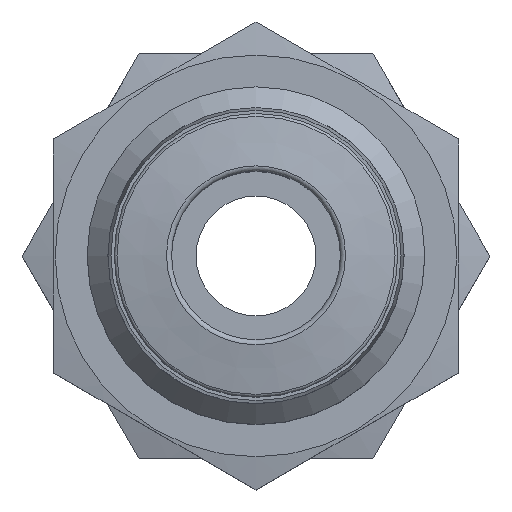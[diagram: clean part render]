
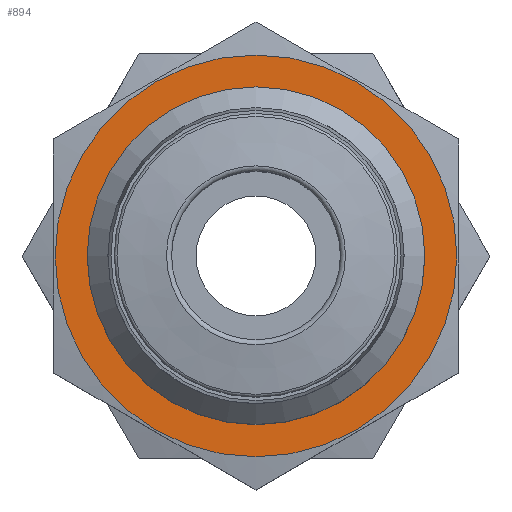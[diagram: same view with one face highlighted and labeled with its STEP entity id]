
A CAD part, top view. The second image highlights one B-rep face of the part: STEP entity #894.
In plain terms, the highlighted face is planar.
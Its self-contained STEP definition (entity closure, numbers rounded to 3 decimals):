
#152=CIRCLE('',#1042,11.9);
#153=CIRCLE('',#1043,10.);
#306=ORIENTED_EDGE('',*,*,#428,.F.);
#307=ORIENTED_EDGE('',*,*,#429,.T.);
#428=EDGE_CURVE('',#514,#514,#152,.T.);
#429=EDGE_CURVE('',#515,#515,#153,.T.);
#514=VERTEX_POINT('',#1570);
#515=VERTEX_POINT('',#1572);
#670=EDGE_LOOP('',(#306));
#671=EDGE_LOOP('',(#307));
#792=FACE_BOUND('',#670,.T.);
#793=FACE_BOUND('',#671,.T.);
#829=PLANE('',#1041);
#894=ADVANCED_FACE('',(#792,#793),#829,.F.);
#1041=AXIS2_PLACEMENT_3D('',#1568,#1291,#1292);
#1042=AXIS2_PLACEMENT_3D('',#1569,#1293,#1294);
#1043=AXIS2_PLACEMENT_3D('',#1571,#1295,#1296);
#1291=DIRECTION('',(1.,0.,0.));
#1292=DIRECTION('',(0.,0.,-1.));
#1293=DIRECTION('',(1.,0.,0.));
#1294=DIRECTION('',(0.,0.,-1.));
#1295=DIRECTION('',(1.,0.,0.));
#1296=DIRECTION('',(0.,0.,-1.));
#1568=CARTESIAN_POINT('',(0.,0.,0.));
#1569=CARTESIAN_POINT('',(0.,0.,0.));
#1570=CARTESIAN_POINT('',(0.,0.,-11.9));
#1571=CARTESIAN_POINT('',(0.,0.,0.));
#1572=CARTESIAN_POINT('',(0.,0.,-10.));
